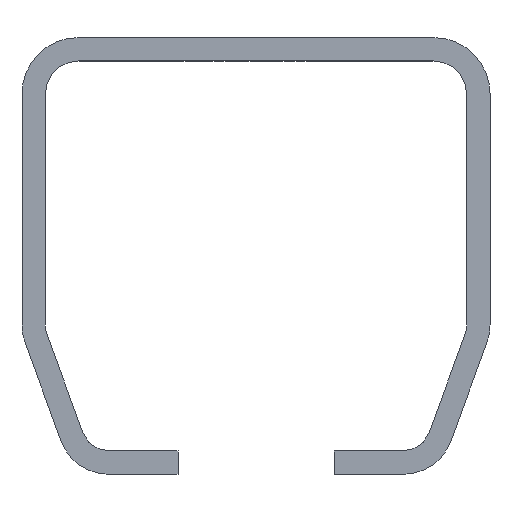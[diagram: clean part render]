
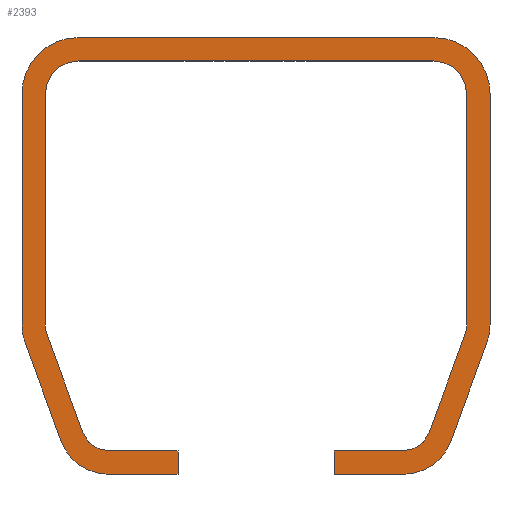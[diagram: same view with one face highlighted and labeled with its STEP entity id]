
A CAD part, front view. The second image highlights one B-rep face of the part: STEP entity #2393.
In plain terms, the highlighted planar face has unit normal (0, -1, 0).
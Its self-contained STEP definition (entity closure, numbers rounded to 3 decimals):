
#74=PLANE('',#2638);
#199=FACE_OUTER_BOUND('',#361,.T.);
#361=EDGE_LOOP('',(#1905,#1906,#1907,#1908,#1909,#1910,#1911,#1912,#1913,
#1914,#1915,#1916,#1917,#1918,#1919,#1920,#1921,#1922,#1923,#1924,#1925,
#1926,#1927,#1928,#1929,#1930,#1931,#1932));
#460=LINE('',#3497,#666);
#464=LINE('',#3509,#670);
#468=LINE('',#3521,#674);
#471=LINE('',#3527,#677);
#474=LINE('',#3533,#680);
#478=LINE('',#3545,#684);
#482=LINE('',#3557,#688);
#489=LINE('',#3579,#695);
#493=LINE('',#3591,#699);
#497=LINE('',#3603,#703);
#500=LINE('',#3609,#706);
#503=LINE('',#3615,#709);
#507=LINE('',#3627,#713);
#511=LINE('',#3639,#717);
#514=LINE('',#3648,#720);
#550=LINE('',#3787,#756);
#666=VECTOR('',#2800,10.);
#670=VECTOR('',#2812,10.);
#674=VECTOR('',#2824,10.);
#677=VECTOR('',#2829,10.);
#680=VECTOR('',#2834,10.);
#684=VECTOR('',#2846,10.);
#688=VECTOR('',#2858,10.);
#695=VECTOR('',#2879,10.);
#699=VECTOR('',#2891,10.);
#703=VECTOR('',#2903,10.);
#706=VECTOR('',#2908,10.);
#709=VECTOR('',#2913,10.);
#713=VECTOR('',#2925,10.);
#717=VECTOR('',#2937,10.);
#720=VECTOR('',#2948,10.);
#756=VECTOR('',#3054,10.);
#871=CIRCLE('',#2519,3.6);
#873=CIRCLE('',#2523,3.3);
#875=CIRCLE('',#2527,3.3);
#877=CIRCLE('',#2533,1.8);
#879=CIRCLE('',#2537,1.8);
#881=CIRCLE('',#2541,2.1);
#883=CIRCLE('',#2544,3.6);
#885=CIRCLE('',#2548,3.3);
#887=CIRCLE('',#2552,3.3);
#889=CIRCLE('',#2558,1.8);
#891=CIRCLE('',#2562,1.8);
#893=CIRCLE('',#2566,2.1);
#997=VERTEX_POINT('',#3488);
#998=VERTEX_POINT('',#3490);
#1000=VERTEX_POINT('',#3496);
#1002=VERTEX_POINT('',#3502);
#1004=VERTEX_POINT('',#3508);
#1006=VERTEX_POINT('',#3514);
#1008=VERTEX_POINT('',#3520);
#1010=VERTEX_POINT('',#3526);
#1012=VERTEX_POINT('',#3532);
#1014=VERTEX_POINT('',#3538);
#1016=VERTEX_POINT('',#3544);
#1018=VERTEX_POINT('',#3550);
#1020=VERTEX_POINT('',#3556);
#1022=VERTEX_POINT('',#3562);
#1025=VERTEX_POINT('',#3569);
#1026=VERTEX_POINT('',#3571);
#1028=VERTEX_POINT('',#3577);
#1030=VERTEX_POINT('',#3583);
#1032=VERTEX_POINT('',#3589);
#1034=VERTEX_POINT('',#3595);
#1036=VERTEX_POINT('',#3601);
#1038=VERTEX_POINT('',#3607);
#1040=VERTEX_POINT('',#3613);
#1042=VERTEX_POINT('',#3619);
#1044=VERTEX_POINT('',#3625);
#1046=VERTEX_POINT('',#3631);
#1048=VERTEX_POINT('',#3637);
#1050=VERTEX_POINT('',#3643);
#1246=EDGE_CURVE('',#997,#998,#871,.T.);
#1249=EDGE_CURVE('',#998,#1000,#460,.T.);
#1252=EDGE_CURVE('',#1000,#1002,#873,.T.);
#1255=EDGE_CURVE('',#1002,#1004,#464,.T.);
#1258=EDGE_CURVE('',#1004,#1006,#875,.T.);
#1261=EDGE_CURVE('',#1006,#1008,#468,.T.);
#1264=EDGE_CURVE('',#1008,#1010,#471,.T.);
#1267=EDGE_CURVE('',#1010,#1012,#474,.T.);
#1270=EDGE_CURVE('',#1012,#1014,#877,.T.);
#1273=EDGE_CURVE('',#1014,#1016,#478,.T.);
#1276=EDGE_CURVE('',#1016,#1018,#879,.T.);
#1279=EDGE_CURVE('',#1018,#1020,#482,.T.);
#1282=EDGE_CURVE('',#1020,#1022,#881,.T.);
#1286=EDGE_CURVE('',#1026,#1025,#883,.T.);
#1290=EDGE_CURVE('',#1025,#1028,#489,.T.);
#1293=EDGE_CURVE('',#1028,#1030,#885,.T.);
#1296=EDGE_CURVE('',#1030,#1032,#493,.T.);
#1299=EDGE_CURVE('',#1032,#1034,#887,.T.);
#1302=EDGE_CURVE('',#1034,#1036,#497,.T.);
#1305=EDGE_CURVE('',#1036,#1038,#500,.T.);
#1308=EDGE_CURVE('',#1038,#1040,#503,.T.);
#1311=EDGE_CURVE('',#1040,#1042,#889,.T.);
#1314=EDGE_CURVE('',#1042,#1044,#507,.T.);
#1317=EDGE_CURVE('',#1044,#1046,#891,.T.);
#1320=EDGE_CURVE('',#1046,#1048,#511,.T.);
#1323=EDGE_CURVE('',#1048,#1050,#893,.T.);
#1325=EDGE_CURVE('',#1050,#1022,#514,.T.);
#1395=EDGE_CURVE('',#997,#1026,#550,.T.);
#1905=ORIENTED_EDGE('',*,*,#1395,.T.);
#1906=ORIENTED_EDGE('',*,*,#1286,.T.);
#1907=ORIENTED_EDGE('',*,*,#1290,.T.);
#1908=ORIENTED_EDGE('',*,*,#1293,.T.);
#1909=ORIENTED_EDGE('',*,*,#1296,.T.);
#1910=ORIENTED_EDGE('',*,*,#1299,.T.);
#1911=ORIENTED_EDGE('',*,*,#1302,.T.);
#1912=ORIENTED_EDGE('',*,*,#1305,.T.);
#1913=ORIENTED_EDGE('',*,*,#1308,.T.);
#1914=ORIENTED_EDGE('',*,*,#1311,.T.);
#1915=ORIENTED_EDGE('',*,*,#1314,.T.);
#1916=ORIENTED_EDGE('',*,*,#1317,.T.);
#1917=ORIENTED_EDGE('',*,*,#1320,.T.);
#1918=ORIENTED_EDGE('',*,*,#1323,.T.);
#1919=ORIENTED_EDGE('',*,*,#1325,.T.);
#1920=ORIENTED_EDGE('',*,*,#1282,.F.);
#1921=ORIENTED_EDGE('',*,*,#1279,.F.);
#1922=ORIENTED_EDGE('',*,*,#1276,.F.);
#1923=ORIENTED_EDGE('',*,*,#1273,.F.);
#1924=ORIENTED_EDGE('',*,*,#1270,.F.);
#1925=ORIENTED_EDGE('',*,*,#1267,.F.);
#1926=ORIENTED_EDGE('',*,*,#1264,.F.);
#1927=ORIENTED_EDGE('',*,*,#1261,.F.);
#1928=ORIENTED_EDGE('',*,*,#1258,.F.);
#1929=ORIENTED_EDGE('',*,*,#1255,.F.);
#1930=ORIENTED_EDGE('',*,*,#1252,.F.);
#1931=ORIENTED_EDGE('',*,*,#1249,.F.);
#1932=ORIENTED_EDGE('',*,*,#1246,.F.);
#2393=ADVANCED_FACE('',(#199),#74,.F.);
#2519=AXIS2_PLACEMENT_3D('',#3491,#2794,#2795);
#2523=AXIS2_PLACEMENT_3D('',#3503,#2806,#2807);
#2527=AXIS2_PLACEMENT_3D('',#3515,#2818,#2819);
#2533=AXIS2_PLACEMENT_3D('',#3539,#2840,#2841);
#2537=AXIS2_PLACEMENT_3D('',#3551,#2852,#2853);
#2541=AXIS2_PLACEMENT_3D('',#3563,#2864,#2865);
#2544=AXIS2_PLACEMENT_3D('',#3572,#2872,#2873);
#2548=AXIS2_PLACEMENT_3D('',#3585,#2885,#2886);
#2552=AXIS2_PLACEMENT_3D('',#3597,#2897,#2898);
#2558=AXIS2_PLACEMENT_3D('',#3621,#2919,#2920);
#2562=AXIS2_PLACEMENT_3D('',#3633,#2931,#2932);
#2566=AXIS2_PLACEMENT_3D('',#3645,#2943,#2944);
#2638=AXIS2_PLACEMENT_3D('',#3925,#3159,#3160);
#2794=DIRECTION('center_axis',(0.,1.,0.));
#2795=DIRECTION('ref_axis',(-1.,0.,0.));
#2800=DIRECTION('',(0.,0.,-1.));
#2806=DIRECTION('center_axis',(0.,1.,0.));
#2807=DIRECTION('ref_axis',(-0.94,0.,0.342));
#2812=DIRECTION('',(-0.342,0.,-0.94));
#2818=DIRECTION('center_axis',(0.,1.,0.));
#2819=DIRECTION('ref_axis',(0.,0.,1.));
#2824=DIRECTION('',(-1.,0.,0.));
#2829=DIRECTION('',(0.,0.,1.));
#2834=DIRECTION('',(1.,0.,0.));
#2840=DIRECTION('center_axis',(0.,-1.,0.));
#2841=DIRECTION('ref_axis',(0.,0.,-1.));
#2846=DIRECTION('',(0.342,0.,0.94));
#2852=DIRECTION('center_axis',(0.,-1.,0.));
#2853=DIRECTION('ref_axis',(0.94,0.,-0.342));
#2858=DIRECTION('',(0.,0.,1.));
#2864=DIRECTION('center_axis',(0.,-1.,0.));
#2865=DIRECTION('ref_axis',(1.,0.,0.));
#2872=DIRECTION('center_axis',(0.,-1.,0.));
#2873=DIRECTION('ref_axis',(1.,0.,0.));
#2879=DIRECTION('',(0.,0.,-1.));
#2885=DIRECTION('center_axis',(0.,-1.,0.));
#2886=DIRECTION('ref_axis',(0.94,0.,0.342));
#2891=DIRECTION('',(0.342,0.,-0.94));
#2897=DIRECTION('center_axis',(0.,-1.,0.));
#2898=DIRECTION('ref_axis',(0.,0.,1.));
#2903=DIRECTION('',(1.,0.,0.));
#2908=DIRECTION('',(0.,0.,1.));
#2913=DIRECTION('',(-1.,0.,0.));
#2919=DIRECTION('center_axis',(0.,1.,0.));
#2920=DIRECTION('ref_axis',(0.,0.,-1.));
#2925=DIRECTION('',(-0.342,0.,0.94));
#2931=DIRECTION('center_axis',(0.,1.,0.));
#2932=DIRECTION('ref_axis',(-0.94,0.,-0.342));
#2937=DIRECTION('',(0.,0.,1.));
#2943=DIRECTION('center_axis',(0.,1.,0.));
#2944=DIRECTION('ref_axis',(-1.,0.,0.));
#2948=DIRECTION('',(1.,0.,0.));
#3054=DIRECTION('',(-1.,0.,0.));
#3159=DIRECTION('center_axis',(0.,1.,0.));
#3160=DIRECTION('ref_axis',(0.,0.,1.));
#3488=CARTESIAN_POINT('',(11.4,-1000.,0.));
#3490=CARTESIAN_POINT('',(15.,-1000.,-3.6));
#3491=CARTESIAN_POINT('Origin',(11.4,-1000.,-3.6));
#3496=CARTESIAN_POINT('',(15.,-1000.,-18.418));
#3497=CARTESIAN_POINT('',(15.,-1000.,-3.6));
#3502=CARTESIAN_POINT('',(14.801,-1000.,-19.547));
#3503=CARTESIAN_POINT('Origin',(11.7,-1000.,-18.418));
#3508=CARTESIAN_POINT('',(12.515,-1000.,-25.829));
#3509=CARTESIAN_POINT('',(14.801,-1000.,-19.547));
#3514=CARTESIAN_POINT('',(9.414,-1000.,-28.));
#3515=CARTESIAN_POINT('Origin',(9.414,-1000.,-24.7));
#3520=CARTESIAN_POINT('',(5.,-1000.,-28.));
#3521=CARTESIAN_POINT('',(9.414,-1000.,-28.));
#3526=CARTESIAN_POINT('',(5.,-1000.,-26.5));
#3527=CARTESIAN_POINT('',(5.,-1000.,-28.));
#3532=CARTESIAN_POINT('',(9.414,-1000.,-26.5));
#3533=CARTESIAN_POINT('',(5.,-1000.,-26.5));
#3538=CARTESIAN_POINT('',(11.105,-1000.,-25.316));
#3539=CARTESIAN_POINT('Origin',(9.414,-1000.,-24.7));
#3544=CARTESIAN_POINT('',(13.391,-1000.,-19.034));
#3545=CARTESIAN_POINT('',(11.105,-1000.,-25.316));
#3550=CARTESIAN_POINT('',(13.5,-1000.,-18.418));
#3551=CARTESIAN_POINT('Origin',(11.7,-1000.,-18.418));
#3556=CARTESIAN_POINT('',(13.5,-1000.,-3.6));
#3557=CARTESIAN_POINT('',(13.5,-1000.,-18.418));
#3562=CARTESIAN_POINT('',(11.4,-1000.,-1.5));
#3563=CARTESIAN_POINT('Origin',(11.4,-1000.,-3.6));
#3569=CARTESIAN_POINT('',(-15.,-1000.,-3.6));
#3571=CARTESIAN_POINT('',(-11.4,-1000.,0.));
#3572=CARTESIAN_POINT('Origin',(-11.4,-1000.,-3.6));
#3577=CARTESIAN_POINT('',(-15.,-1000.,-18.418));
#3579=CARTESIAN_POINT('',(-15.,-1000.,-3.6));
#3583=CARTESIAN_POINT('',(-14.801,-1000.,-19.547));
#3585=CARTESIAN_POINT('Origin',(-11.7,-1000.,-18.418));
#3589=CARTESIAN_POINT('',(-12.515,-1000.,-25.829));
#3591=CARTESIAN_POINT('',(-14.801,-1000.,-19.547));
#3595=CARTESIAN_POINT('',(-9.414,-1000.,-28.));
#3597=CARTESIAN_POINT('Origin',(-9.414,-1000.,-24.7));
#3601=CARTESIAN_POINT('',(-5.,-1000.,-28.));
#3603=CARTESIAN_POINT('',(-9.414,-1000.,-28.));
#3607=CARTESIAN_POINT('',(-5.,-1000.,-26.5));
#3609=CARTESIAN_POINT('',(-5.,-1000.,-28.));
#3613=CARTESIAN_POINT('',(-9.414,-1000.,-26.5));
#3615=CARTESIAN_POINT('',(-5.,-1000.,-26.5));
#3619=CARTESIAN_POINT('',(-11.105,-1000.,-25.316));
#3621=CARTESIAN_POINT('Origin',(-9.414,-1000.,-24.7));
#3625=CARTESIAN_POINT('',(-13.391,-1000.,-19.034));
#3627=CARTESIAN_POINT('',(-11.105,-1000.,-25.316));
#3631=CARTESIAN_POINT('',(-13.5,-1000.,-18.418));
#3633=CARTESIAN_POINT('Origin',(-11.7,-1000.,-18.418));
#3637=CARTESIAN_POINT('',(-13.5,-1000.,-3.6));
#3639=CARTESIAN_POINT('',(-13.5,-1000.,-18.418));
#3643=CARTESIAN_POINT('',(-11.4,-1000.,-1.5));
#3645=CARTESIAN_POINT('Origin',(-11.4,-1000.,-3.6));
#3648=CARTESIAN_POINT('',(-11.4,-1000.,-1.5));
#3787=CARTESIAN_POINT('',(0.,-1000.,0.));
#3925=CARTESIAN_POINT('Origin',(-10.668,-1000.,-12.069));
